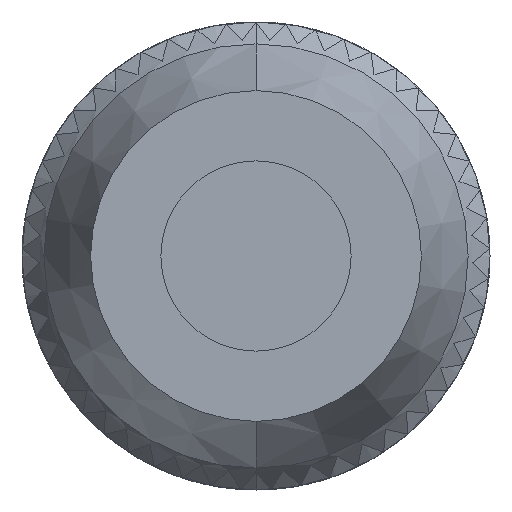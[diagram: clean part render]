
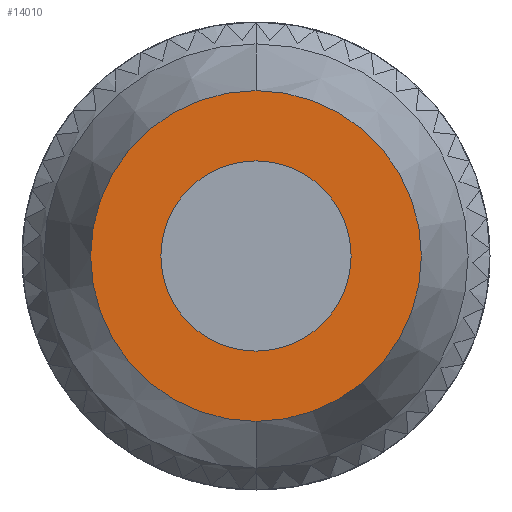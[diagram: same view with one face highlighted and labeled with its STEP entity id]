
A CAD part, front view. The second image highlights one B-rep face of the part: STEP entity #14010.
In plain terms, the highlighted planar face has unit normal (0, -1, 0).
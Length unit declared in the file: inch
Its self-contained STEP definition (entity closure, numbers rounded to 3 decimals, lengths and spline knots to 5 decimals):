
#102 = DIRECTION ( 'NONE',  ( 0., 0., -1. ) ) ;
#671 = DIRECTION ( 'NONE',  ( 0., 0., -1. ) ) ;
#690 = CARTESIAN_POINT ( 'NONE',  ( 0., -44., 3.05 ) ) ;
#757 = PLANE ( 'NONE',  #8724 ) ;
#871 = EDGE_CURVE ( 'NONE', #1827, #14803, #19140, .T. ) ;
#1827 = VERTEX_POINT ( 'NONE', #16591 ) ;
#2540 = DIRECTION ( 'NONE',  ( 0., 1., 0. ) ) ;
#2702 = AXIS2_PLACEMENT_3D ( 'NONE', #21396, #10782, #102 ) ;
#3202 = VERTEX_POINT ( 'NONE', #10495 ) ;
#3206 = FACE_BOUND ( 'NONE', #9362, .T. ) ;
#3226 = CIRCLE ( 'NONE', #12782, 5.3 ) ;
#3760 = DIRECTION ( 'NONE',  ( 0., -1., 0. ) ) ;
#4263 = AXIS2_PLACEMENT_3D ( 'NONE', #14424, #3760, #16202 ) ;
#4319 = EDGE_CURVE ( 'NONE', #6438, #3202, #3226, .T. ) ;
#4740 = ORIENTED_EDGE ( 'NONE', *, *, #871, .F. ) ;
#4847 = DIRECTION ( 'NONE',  ( 0., -1., 0. ) ) ;
#5655 = CIRCLE ( 'NONE', #2702, 5.3 ) ;
#6438 = VERTEX_POINT ( 'NONE', #17038 ) ;
#7147 = ORIENTED_EDGE ( 'NONE', *, *, #4319, .T. ) ;
#7358 = EDGE_CURVE ( 'NONE', #3202, #6438, #5655, .T. ) ;
#8724 = AXIS2_PLACEMENT_3D ( 'NONE', #18453, #2540, #14982 ) ;
#8863 = ORIENTED_EDGE ( 'NONE', *, *, #7358, .T. ) ;
#9362 = EDGE_LOOP ( 'NONE', ( #4740, #10968 ) ) ;
#10495 = CARTESIAN_POINT ( 'NONE',  ( 0., -44., -5.3 ) ) ;
#10782 = DIRECTION ( 'NONE',  ( 0., -1., 0. ) ) ;
#10968 = ORIENTED_EDGE ( 'NONE', *, *, #14417, .F. ) ;
#11343 = DIRECTION ( 'NONE',  ( 0., -1., 0. ) ) ;
#12677 = FACE_OUTER_BOUND ( 'NONE', #22937, .T. ) ;
#12782 = AXIS2_PLACEMENT_3D ( 'NONE', #21940, #11343, #671 ) ;
#13445 = AXIS2_PLACEMENT_3D ( 'NONE', #15509, #4847, #17271 ) ;
#14010 = ADVANCED_FACE ( 'NONE', ( #3206, #12677 ), #757, .F. ) ;
#14417 = EDGE_CURVE ( 'NONE', #14803, #1827, #20620, .T. ) ;
#14424 = CARTESIAN_POINT ( 'NONE',  ( 0., -44., 0. ) ) ;
#14803 = VERTEX_POINT ( 'NONE', #690 ) ;
#14982 = DIRECTION ( 'NONE',  ( 0., 0., 1. ) ) ;
#15509 = CARTESIAN_POINT ( 'NONE',  ( 0., -44., 0. ) ) ;
#16202 = DIRECTION ( 'NONE',  ( 0., 0., -1. ) ) ;
#16591 = CARTESIAN_POINT ( 'NONE',  ( 0., -44., -3.05 ) ) ;
#17038 = CARTESIAN_POINT ( 'NONE',  ( 0., -44., 5.3 ) ) ;
#17271 = DIRECTION ( 'NONE',  ( 0., 0., -1. ) ) ;
#18453 = CARTESIAN_POINT ( 'NONE',  ( 0., -44., 0. ) ) ;
#19140 = CIRCLE ( 'NONE', #13445, 3.05 ) ;
#20620 = CIRCLE ( 'NONE', #4263, 3.05 ) ;
#21396 = CARTESIAN_POINT ( 'NONE',  ( 0., -44., 0. ) ) ;
#21940 = CARTESIAN_POINT ( 'NONE',  ( 0., -44., 0. ) ) ;
#22937 = EDGE_LOOP ( 'NONE', ( #7147, #8863 ) ) ;
